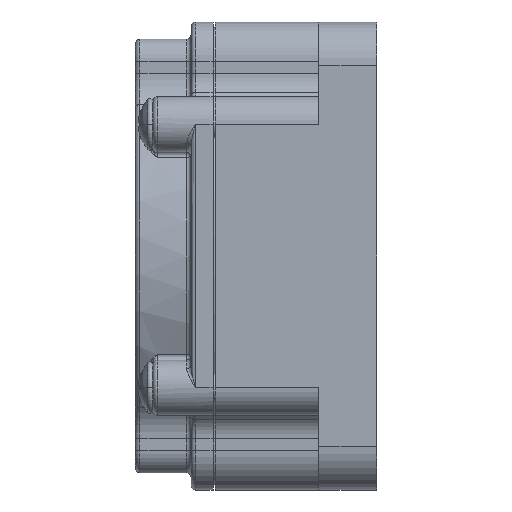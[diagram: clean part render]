
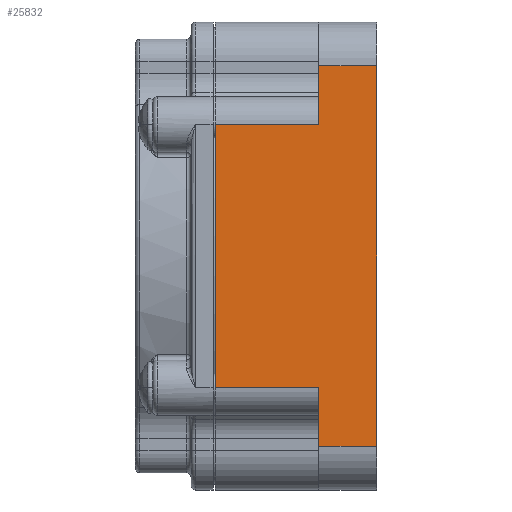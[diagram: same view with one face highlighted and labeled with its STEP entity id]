
A CAD part, left-side view. The second image highlights one B-rep face of the part: STEP entity #25832.
In plain terms, the highlighted planar face has unit normal (-1, 0, 0).
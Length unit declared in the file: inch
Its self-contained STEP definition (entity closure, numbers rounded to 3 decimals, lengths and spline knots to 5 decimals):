
#7981=DIRECTION('',(0.,0.,1.));
#7982=VECTOR('',#7981,1.79);
#7983=CARTESIAN_POINT('',(-1.57756,1.09843,-0.895));
#7984=LINE('',#7983,#7982);
#8245=DIRECTION('',(0.,0.,1.));
#8246=VECTOR('',#8245,0.39848);
#8247=CARTESIAN_POINT('',(-1.57756,0.3937,
-1.29348));
#8248=LINE('',#8247,#8246);
#8307=DIRECTION('',(0.,1.,0.));
#8308=VECTOR('',#8307,0.70472);
#8309=CARTESIAN_POINT('',(-1.57756,0.3937,-0.895));
#8310=LINE('',#8309,#8308);
#8311=DIRECTION('',(0.,0.,-1.));
#8312=VECTOR('',#8311,2.58695);
#8313=CARTESIAN_POINT('',(-1.57756,0.,1.29348));
#8314=LINE('',#8313,#8312);
#8315=DIRECTION('',(0.,1.,0.));
#8316=VECTOR('',#8315,0.3937);
#8317=CARTESIAN_POINT('',(-1.57756,0.,-1.29348));
#8318=LINE('',#8317,#8316);
#8324=DIRECTION('',(0.,1.,0.));
#8325=VECTOR('',#8324,0.70472);
#8326=CARTESIAN_POINT('',(-1.57756,0.3937,0.895));
#8327=LINE('',#8326,#8325);
#8337=DIRECTION('',(0.,0.,1.));
#8338=VECTOR('',#8337,0.39848);
#8339=CARTESIAN_POINT('',(-1.57756,0.3937,0.895));
#8340=LINE('',#8339,#8338);
#8351=DIRECTION('',(0.,1.,0.));
#8352=VECTOR('',#8351,0.3937);
#8353=CARTESIAN_POINT('',(-1.57756,0.,1.29348));
#8354=LINE('',#8353,#8352);
#12387=CARTESIAN_POINT('',(-1.57756,0.,1.29348));
#12389=VERTEX_POINT('',#12387);
#12400=CARTESIAN_POINT('',(-1.57756,0.,-1.29348));
#12402=VERTEX_POINT('',#12400);
#12403=CARTESIAN_POINT('',(-1.57756,0.3937,
1.29348));
#12405=VERTEX_POINT('',#12403);
#12416=CARTESIAN_POINT('',(-1.57756,0.3937,
-1.29348));
#12418=VERTEX_POINT('',#12416);
#12431=CARTESIAN_POINT('',(-1.57756,0.3937,-0.895));
#12432=VERTEX_POINT('',#12431);
#12433=CARTESIAN_POINT('',(-1.57756,0.3937,0.895));
#12434=VERTEX_POINT('',#12433);
#12528=CARTESIAN_POINT('',(-1.57756,1.09843,-0.895));
#12530=VERTEX_POINT('',#12528);
#12531=CARTESIAN_POINT('',(-1.57756,1.09843,0.895));
#12532=VERTEX_POINT('',#12531);
#25813=CARTESIAN_POINT('',(-1.57756,0.,-1.29348));
#25814=DIRECTION('',(-1.,0.,0.));
#25815=DIRECTION('',(0.,0.,1.));
#25816=AXIS2_PLACEMENT_3D('',#25813,#25814,#25815);
#25817=PLANE('',#25816);
#25818=ORIENTED_EDGE('',*,*,#25735,.T.);
#25819=ORIENTED_EDGE('',*,*,#25808,.T.);
#25820=ORIENTED_EDGE('',*,*,#25492,.T.);
#25822=ORIENTED_EDGE('',*,*,#25821,.F.);
#25824=ORIENTED_EDGE('',*,*,#25823,.T.);
#25826=ORIENTED_EDGE('',*,*,#25825,.F.);
#25827=ORIENTED_EDGE('',*,*,#15377,.T.);
#25829=ORIENTED_EDGE('',*,*,#25828,.T.);
#25830=EDGE_LOOP('',(#25818,#25819,#25820,#25822,#25824,#25826,#25827,#25829));
#25831=FACE_OUTER_BOUND('',#25830,.F.);
#25832=ADVANCED_FACE('',(#25831),#25817,.T.);
#15377=EDGE_CURVE('',#12389,#12402,#8314,.T.);
#25492=EDGE_CURVE('',#12530,#12532,#7984,.T.);
#25735=EDGE_CURVE('',#12418,#12432,#8248,.T.);
#25808=EDGE_CURVE('',#12432,#12530,#8310,.T.);
#25821=EDGE_CURVE('',#12434,#12532,#8327,.T.);
#25823=EDGE_CURVE('',#12434,#12405,#8340,.T.);
#25825=EDGE_CURVE('',#12389,#12405,#8354,.T.);
#25828=EDGE_CURVE('',#12402,#12418,#8318,.T.);
